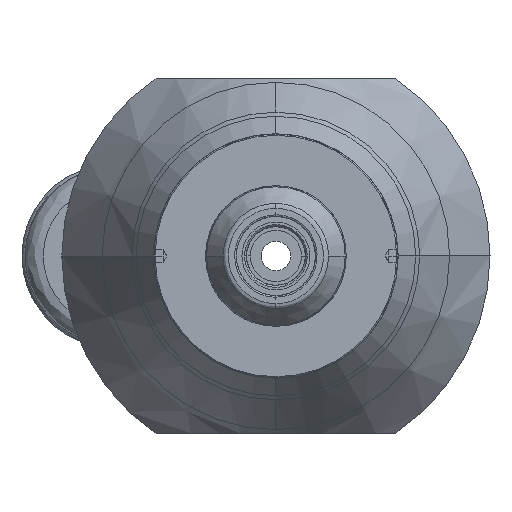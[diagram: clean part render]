
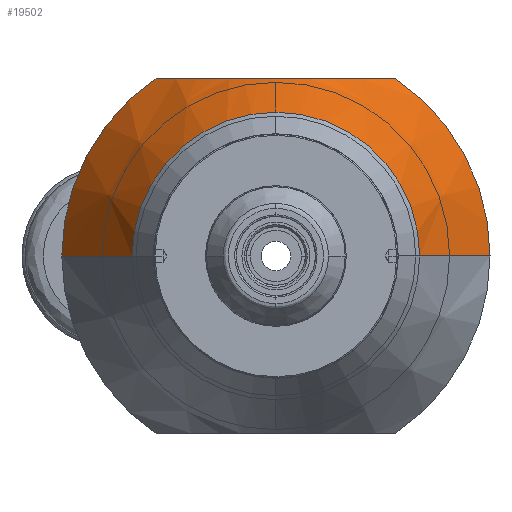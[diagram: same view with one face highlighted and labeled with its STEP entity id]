
A CAD part, left-side view. The second image highlights one B-rep face of the part: STEP entity #19502.
In plain terms, the highlighted conical face has half-angle 30 degrees and reference radius 35 mm.
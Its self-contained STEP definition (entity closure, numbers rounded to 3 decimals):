
#63 = EDGE_CURVE ( 'NONE', #11445, #26368, #14226, .T. ) ;
#116 = CARTESIAN_POINT ( 'NONE',  ( -26.153, -0.001, 29. ) ) ;
#225 = CARTESIAN_POINT ( 'NONE',  ( -25.994, -1.885, 29. ) ) ;
#579 = DIRECTION ( 'NONE',  ( 1., 0., 0. ) ) ;
#1711 = ORIENTED_EDGE ( 'NONE', *, *, #2855, .T. ) ;
#1724 = VERTEX_POINT ( 'NONE', #27693 ) ;
#2032 = CARTESIAN_POINT ( 'NONE',  ( -15.681, -19.596, 29. ) ) ;
#2134 = CARTESIAN_POINT ( 'NONE',  ( -15.681, 0., 0. ) ) ;
#2549 = ORIENTED_EDGE ( 'NONE', *, *, #63, .F. ) ;
#2662 = CARTESIAN_POINT ( 'NONE',  ( -25.294, -5.147, 29. ) ) ;
#2770 = CARTESIAN_POINT ( 'NONE',  ( -20.652, 13.894, 29. ) ) ;
#2825 = CARTESIAN_POINT ( 'NONE',  ( -15.681, 35., 0. ) ) ;
#2855 = EDGE_CURVE ( 'NONE', #18985, #19788, #16172, .T. ) ;
#3131 = DIRECTION ( 'NONE',  ( 0., 1., 0. ) ) ;
#3720 = AXIS2_PLACEMENT_3D ( 'NONE', #19895, #579, #3131 ) ;
#4347 = CARTESIAN_POINT ( 'NONE',  ( -15.681, 0., 0. ) ) ;
#4370 = CARTESIAN_POINT ( 'NONE',  ( -17.003, -18.233, 29. ) ) ;
#4479 = CARTESIAN_POINT ( 'NONE',  ( -20.647, -13.9, 29. ) ) ;
#5027 = ORIENTED_EDGE ( 'NONE', *, *, #20410, .T. ) ;
#5129 = CARTESIAN_POINT ( 'NONE',  ( -17.004, 18.232, 29. ) ) ;
#5239 = CARTESIAN_POINT ( 'NONE',  ( -25.428, 4.687, 29. ) ) ;
#6817 = CARTESIAN_POINT ( 'NONE',  ( -15.681, 19.596, 29. ) ) ;
#6823 = DIRECTION ( 'NONE',  ( -1., 0., 0. ) ) ;
#7339 = CARTESIAN_POINT ( 'NONE',  ( -23.225, 9.912, 29. ) ) ;
#7777 = VECTOR ( 'NONE', #17376, 1000. ) ;
#8021 = EDGE_LOOP ( 'NONE', ( #21309, #1711, #5027, #26970, #16140, #2549 ) ) ;
#8372 = CONICAL_SURFACE ( 'NONE', #3720, 35., 0.524 ) ;
#8865 = CARTESIAN_POINT ( 'NONE',  ( -35.6, 0., 0. ) ) ;
#9713 = VECTOR ( 'NONE', #18363, 1000. ) ;
#9865 = CARTESIAN_POINT ( 'NONE',  ( -24.498, 7.366, 29. ) ) ;
#10919 = B_SPLINE_CURVE_WITH_KNOTS ( 'NONE', 3,
 ( #2032, #4370, #14647, #4479, #16541, #19007, #19524, #31102, #14969, #2662, #17082, #29441, #21317, #225, #116, #19643, #29329, #22071, #5239, #24422, #11686, #9865, #24524, #21414, #7339, #14754, #12327, #2770, #24310, #5129, #6817 ),
 .UNSPECIFIED., .F., .F.,
 ( 4, 2, 2, 2, 2, 2, 2, 1, 2, 2, 2, 2, 2, 2, 2, 4 ),
 ( 0., 0.006, 0.011, 0.014, 0.017, 0.018, 0.02, 0.023, 0.025, 0.027, 0.028, 0.031, 0.033, 0.034, 0.04, 0.045 ),
 .UNSPECIFIED. ) ;
#11445 = VERTEX_POINT ( 'NONE', #25710 ) ;
#11686 = CARTESIAN_POINT ( 'NONE',  ( -24.854, 6.49, 29. ) ) ;
#11794 = EDGE_CURVE ( 'NONE', #11445, #18985, #20691, .T. ) ;
#12327 = CARTESIAN_POINT ( 'NONE',  ( -21.763, 12.365, 29. ) ) ;
#13997 = DIRECTION ( 'NONE',  ( 0., 1., 0. ) ) ;
#14138 = CARTESIAN_POINT ( 'NONE',  ( -15.681, -35., 0. ) ) ;
#14226 = LINE ( 'NONE', #24504, #7777 ) ;
#14400 = AXIS2_PLACEMENT_3D ( 'NONE', #2134, #6823, #26031 ) ;
#14647 = CARTESIAN_POINT ( 'NONE',  ( -18.271, -16.83, 29. ) ) ;
#14754 = CARTESIAN_POINT ( 'NONE',  ( -22.988, 10.327, 29. ) ) ;
#14969 = CARTESIAN_POINT ( 'NONE',  ( -24.851, -6.497, 29. ) ) ;
#16140 = ORIENTED_EDGE ( 'NONE', *, *, #23998, .T. ) ;
#16172 = LINE ( 'NONE', #21093, #9713 ) ;
#16510 = DIRECTION ( 'NONE',  ( -1., 0., 0. ) ) ;
#16541 = CARTESIAN_POINT ( 'NONE',  ( -21.756, -12.375, 29. ) ) ;
#17082 = CARTESIAN_POINT ( 'NONE',  ( -25.427, -4.691, 29. ) ) ;
#17376 = DIRECTION ( 'NONE',  ( 0.866, 0.5, 0. ) ) ;
#18160 = CARTESIAN_POINT ( 'NONE',  ( -35.6, -23.5, 0. ) ) ;
#18363 = DIRECTION ( 'NONE',  ( 0.866, -0.5, 0. ) ) ;
#18571 = CIRCLE ( 'NONE', #24680, 35. ) ;
#18985 = VERTEX_POINT ( 'NONE', #18160 ) ;
#19007 = CARTESIAN_POINT ( 'NONE',  ( -23.223, -9.937, 29. ) ) ;
#19502 = ADVANCED_FACE ( 'NONE', ( #23549 ), #8372, .T. ) ;
#19524 = CARTESIAN_POINT ( 'NONE',  ( -23.681, -9.094, 29. ) ) ;
#19643 = CARTESIAN_POINT ( 'NONE',  ( -25.994, 1.882, 29. ) ) ;
#19788 = VERTEX_POINT ( 'NONE', #14138 ) ;
#19895 = CARTESIAN_POINT ( 'NONE',  ( -15.681, 0., 0. ) ) ;
#20410 = EDGE_CURVE ( 'NONE', #19788, #27231, #18571, .T. ) ;
#20691 = CIRCLE ( 'NONE', #30682, 23.5 ) ;
#21093 = CARTESIAN_POINT ( 'NONE',  ( -15.681, -35., 0. ) ) ;
#21215 = CARTESIAN_POINT ( 'NONE',  ( -15.681, -19.596, 29. ) ) ;
#21309 = ORIENTED_EDGE ( 'NONE', *, *, #11794, .T. ) ;
#21317 = CARTESIAN_POINT ( 'NONE',  ( -25.757, -3.298, 29. ) ) ;
#21402 = CIRCLE ( 'NONE', #14400, 35. ) ;
#21414 = CARTESIAN_POINT ( 'NONE',  ( -23.677, 9.074, 29. ) ) ;
#22071 = CARTESIAN_POINT ( 'NONE',  ( -25.659, 3.764, 29. ) ) ;
#23549 = FACE_OUTER_BOUND ( 'NONE', #8021, .T. ) ;
#23998 = EDGE_CURVE ( 'NONE', #1724, #26368, #21402, .T. ) ;
#24310 = CARTESIAN_POINT ( 'NONE',  ( -18.273, 16.828, 29. ) ) ;
#24422 = CARTESIAN_POINT ( 'NONE',  ( -25.296, 5.143, 29. ) ) ;
#24504 = CARTESIAN_POINT ( 'NONE',  ( -15.681, 35., 0. ) ) ;
#24524 = CARTESIAN_POINT ( 'NONE',  ( -23.892, 8.65, 29. ) ) ;
#24680 = AXIS2_PLACEMENT_3D ( 'NONE', #4347, #16510, #13997 ) ;
#24803 = EDGE_CURVE ( 'NONE', #27231, #1724, #10919, .T. ) ;
#25710 = CARTESIAN_POINT ( 'NONE',  ( -35.6, 23.5, 0. ) ) ;
#26031 = DIRECTION ( 'NONE',  ( 0., 1., 0. ) ) ;
#26368 = VERTEX_POINT ( 'NONE', #2825 ) ;
#26970 = ORIENTED_EDGE ( 'NONE', *, *, #24803, .T. ) ;
#27231 = VERTEX_POINT ( 'NONE', #21215 ) ;
#27693 = CARTESIAN_POINT ( 'NONE',  ( -15.681, 19.596, 29. ) ) ;
#29329 = CARTESIAN_POINT ( 'NONE',  ( -25.757, 3.294, 29. ) ) ;
#29441 = CARTESIAN_POINT ( 'NONE',  ( -25.658, -3.768, 29. ) ) ;
#30535 = DIRECTION ( 'NONE',  ( 0., 1., 0. ) ) ;
#30682 = AXIS2_PLACEMENT_3D ( 'NONE', #8865, #30743, #30535 ) ;
#30743 = DIRECTION ( 'NONE',  ( 1., 0., 0. ) ) ;
#31102 = CARTESIAN_POINT ( 'NONE',  ( -24.495, -7.375, 29. ) ) ;
